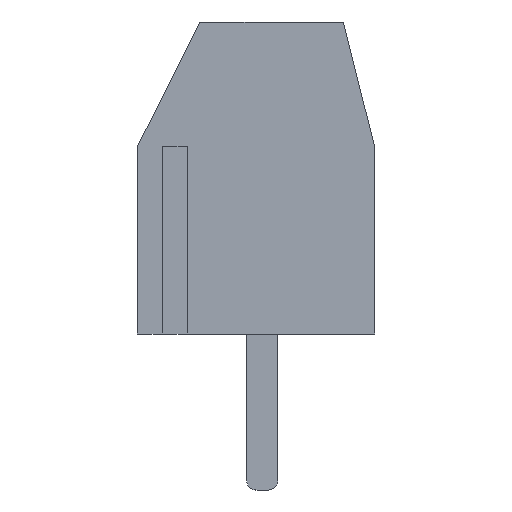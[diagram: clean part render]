
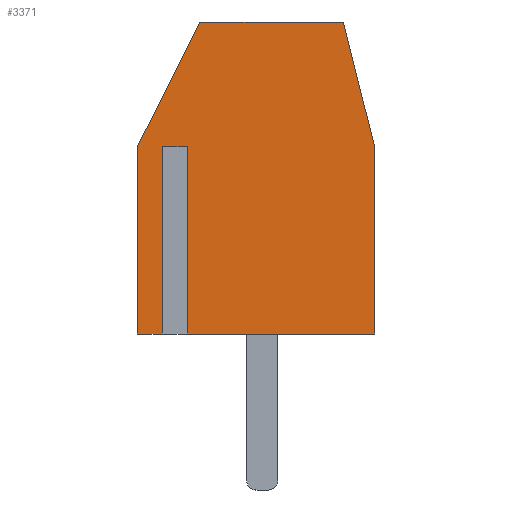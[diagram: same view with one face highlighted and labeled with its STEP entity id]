
A CAD part, left-side view. The second image highlights one B-rep face of the part: STEP entity #3371.
In plain terms, the highlighted free-form (B-spline) face has degree [1, 1] with [2, 2] control points.
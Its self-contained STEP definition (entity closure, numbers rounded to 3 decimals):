
#3371 = ADVANCED_FACE('',(#3372),#3444,.F.);
#3372 = FACE_BOUND('',#3373,.F.);
#3373 = EDGE_LOOP('',(#3374,#3383,#3390,#3397,#3404,#3411,#3418,#3425,
    #3432,#3439));
#3374 = ORIENTED_EDGE('',*,*,#3375,.F.);
#3375 = EDGE_CURVE('',#3376,#3378,#3380,.T.);
#3376 = VERTEX_POINT('',#3377);
#3377 = CARTESIAN_POINT('',(0.,0.985,9.853));
#3378 = VERTEX_POINT('',#3379);
#3379 = CARTESIAN_POINT('',(0.,5.518,9.853));
#3380 = B_SPLINE_CURVE_WITH_KNOTS('',1,(#3381,#3382),.UNSPECIFIED.,.F.,
  .F.,(2,2),(1.,5.6),.PIECEWISE_BEZIER_KNOTS.);
#3381 = CARTESIAN_POINT('',(0.,0.985,9.853));
#3382 = CARTESIAN_POINT('',(0.,5.518,9.853));
#3383 = ORIENTED_EDGE('',*,*,#3384,.T.);
#3384 = EDGE_CURVE('',#3376,#3385,#3387,.T.);
#3385 = VERTEX_POINT('',#3386);
#3386 = CARTESIAN_POINT('',(0.,0.,5.912));
#3387 = B_SPLINE_CURVE_WITH_KNOTS('',1,(#3388,#3389),.UNSPECIFIED.,.F.,
  .F.,(2,2),(-6.003,-1.88),.PIECEWISE_BEZIER_KNOTS.);
#3388 = CARTESIAN_POINT('',(0.,0.985,9.853));
#3389 = CARTESIAN_POINT('',(0.,0.,5.912));
#3390 = ORIENTED_EDGE('',*,*,#3391,.F.);
#3391 = EDGE_CURVE('',#3392,#3385,#3394,.T.);
#3392 = VERTEX_POINT('',#3393);
#3393 = CARTESIAN_POINT('',(0.,0.,0.));
#3394 = B_SPLINE_CURVE_WITH_KNOTS('',1,(#3395,#3396),.UNSPECIFIED.,.F.,
  .F.,(2,2),(0.,6.),.PIECEWISE_BEZIER_KNOTS.);
#3395 = CARTESIAN_POINT('',(0.,0.,0.));
#3396 = CARTESIAN_POINT('',(0.,0.,5.912));
#3397 = ORIENTED_EDGE('',*,*,#3398,.T.);
#3398 = EDGE_CURVE('',#3392,#3399,#3401,.T.);
#3399 = VERTEX_POINT('',#3400);
#3400 = CARTESIAN_POINT('',(0.,5.912,0.));
#3401 = B_SPLINE_CURVE_WITH_KNOTS('',1,(#3402,#3403),.UNSPECIFIED.,.F.,
  .F.,(2,2),(0.,6.),.PIECEWISE_BEZIER_KNOTS.);
#3402 = CARTESIAN_POINT('',(0.,0.,0.));
#3403 = CARTESIAN_POINT('',(0.,5.912,0.));
#3404 = ORIENTED_EDGE('',*,*,#3405,.T.);
#3405 = EDGE_CURVE('',#3399,#3406,#3408,.T.);
#3406 = VERTEX_POINT('',#3407);
#3407 = CARTESIAN_POINT('',(0.,5.912,5.912));
#3408 = B_SPLINE_CURVE_WITH_KNOTS('',1,(#3409,#3410),.UNSPECIFIED.,.F.,
  .F.,(2,2),(0.,6.),.PIECEWISE_BEZIER_KNOTS.);
#3409 = CARTESIAN_POINT('',(0.,5.912,0.));
#3410 = CARTESIAN_POINT('',(0.,5.912,5.912));
#3411 = ORIENTED_EDGE('',*,*,#3412,.T.);
#3412 = EDGE_CURVE('',#3406,#3413,#3415,.T.);
#3413 = VERTEX_POINT('',#3414);
#3414 = CARTESIAN_POINT('',(0.,6.7,5.912));
#3415 = B_SPLINE_CURVE_WITH_KNOTS('',1,(#3416,#3417),.UNSPECIFIED.,.F.,
  .F.,(2,2),(0.,0.8),.PIECEWISE_BEZIER_KNOTS.);
#3416 = CARTESIAN_POINT('',(0.,5.912,5.912));
#3417 = CARTESIAN_POINT('',(0.,6.7,5.912));
#3418 = ORIENTED_EDGE('',*,*,#3419,.F.);
#3419 = EDGE_CURVE('',#3420,#3413,#3422,.T.);
#3420 = VERTEX_POINT('',#3421);
#3421 = CARTESIAN_POINT('',(0.,6.7,0.));
#3422 = B_SPLINE_CURVE_WITH_KNOTS('',1,(#3423,#3424),.UNSPECIFIED.,.F.,
  .F.,(2,2),(0.,6.),.PIECEWISE_BEZIER_KNOTS.);
#3423 = CARTESIAN_POINT('',(0.,6.7,0.));
#3424 = CARTESIAN_POINT('',(0.,6.7,5.912));
#3425 = ORIENTED_EDGE('',*,*,#3426,.T.);
#3426 = EDGE_CURVE('',#3420,#3427,#3429,.T.);
#3427 = VERTEX_POINT('',#3428);
#3428 = CARTESIAN_POINT('',(0.,7.488,0.));
#3429 = B_SPLINE_CURVE_WITH_KNOTS('',1,(#3430,#3431),.UNSPECIFIED.,.F.,
  .F.,(2,2),(6.8,7.6),.PIECEWISE_BEZIER_KNOTS.);
#3430 = CARTESIAN_POINT('',(0.,6.7,0.));
#3431 = CARTESIAN_POINT('',(0.,7.488,0.));
#3432 = ORIENTED_EDGE('',*,*,#3433,.T.);
#3433 = EDGE_CURVE('',#3427,#3434,#3436,.T.);
#3434 = VERTEX_POINT('',#3435);
#3435 = CARTESIAN_POINT('',(0.,7.488,5.912));
#3436 = B_SPLINE_CURVE_WITH_KNOTS('',1,(#3437,#3438),.UNSPECIFIED.,.F.,
  .F.,(2,2),(0.,6.),.PIECEWISE_BEZIER_KNOTS.);
#3437 = CARTESIAN_POINT('',(0.,7.488,0.));
#3438 = CARTESIAN_POINT('',(0.,7.488,5.912));
#3439 = ORIENTED_EDGE('',*,*,#3440,.F.);
#3440 = EDGE_CURVE('',#3378,#3434,#3441,.T.);
#3441 = B_SPLINE_CURVE_WITH_KNOTS('',1,(#3442,#3443),.UNSPECIFIED.,.F.,
  .F.,(2,2),(-4.338,0.134),.PIECEWISE_BEZIER_KNOTS.);
#3442 = CARTESIAN_POINT('',(0.,5.518,9.853));
#3443 = CARTESIAN_POINT('',(0.,7.488,5.912));
#3444 = B_SPLINE_SURFACE_WITH_KNOTS('',1,1,(
    (#3445,#3446)
    ,(#3447,#3448
    )),.UNSPECIFIED.,.F.,.F.,.F.,(2,2),(2,2),(0.,10.),(-7.6,
    0.),.PIECEWISE_BEZIER_KNOTS.);
#3445 = CARTESIAN_POINT('',(0.,7.488,0.));
#3446 = CARTESIAN_POINT('',(0.,0.,0.));
#3447 = CARTESIAN_POINT('',(0.,7.488,9.853));
#3448 = CARTESIAN_POINT('',(0.,0.,9.853));
